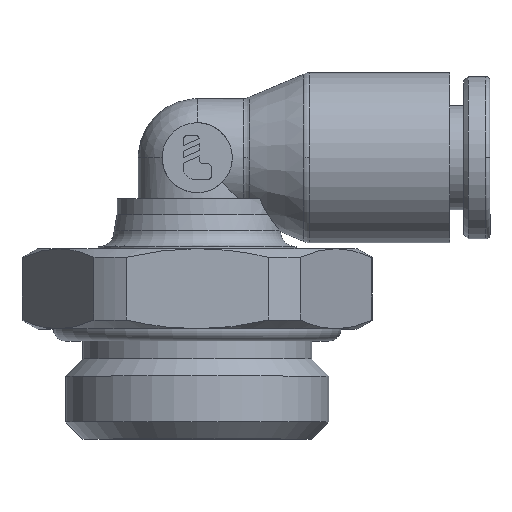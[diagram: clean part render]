
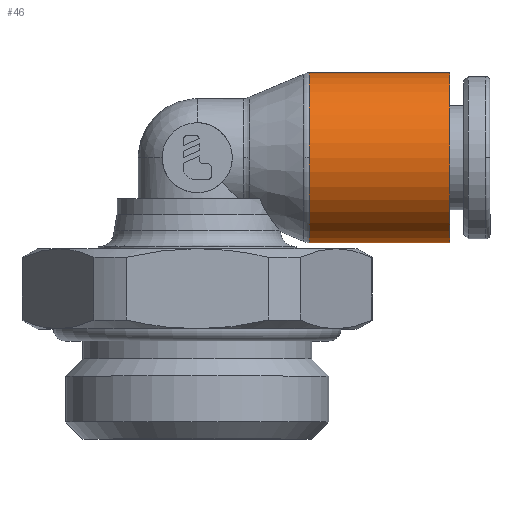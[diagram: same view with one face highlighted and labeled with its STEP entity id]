
A CAD part, top view. The second image highlights one B-rep face of the part: STEP entity #46.
In plain terms, the highlighted cylindrical face has radius 4.25 mm (diameter 8.5 mm), a partial arc.
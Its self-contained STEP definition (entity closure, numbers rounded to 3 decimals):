
#46=ADVANCED_FACE('',(#159),#160,.T.);
#159=FACE_OUTER_BOUND('',#394,.T.);
#160=CYLINDRICAL_SURFACE('',#395,4.25);
#394=EDGE_LOOP('',(#629,#630,#631,#632,#633));
#395=AXIS2_PLACEMENT_3D('',#634,#635,#636);
#629=ORIENTED_EDGE('',*,*,#1515,.F.);
#630=ORIENTED_EDGE('',*,*,#1516,.T.);
#631=ORIENTED_EDGE('',*,*,#1517,.T.);
#632=ORIENTED_EDGE('',*,*,#1518,.F.);
#633=ORIENTED_EDGE('',*,*,#1519,.F.);
#634=CARTESIAN_POINT('',(-3.5,0.0,0.0));
#635=DIRECTION('',(1.0,0.0,0.0));
#636=DIRECTION('',(0.0,1.0,0.0));
#1515=EDGE_CURVE('',#1790,#1791,#1792,.T.);
#1516=EDGE_CURVE('',#1790,#1793,#1794,.T.);
#1517=EDGE_CURVE('',#1793,#1795,#1796,.T.);
#1518=EDGE_CURVE('',#1797,#1795,#1798,.T.);
#1519=EDGE_CURVE('',#1791,#1797,#1799,.T.);
#1790=VERTEX_POINT('',#2239);
#1791=VERTEX_POINT('',#2240);
#1792=LINE('',#2241,#2242);
#1793=VERTEX_POINT('',#2243);
#1794=CIRCLE('',#2244,4.25);
#1795=VERTEX_POINT('',#2245);
#1796=CIRCLE('',#2246,4.25);
#1797=VERTEX_POINT('',#2247);
#1798=LINE('',#2248,#2249);
#1799=CIRCLE('',#2250,4.25);
#2239=CARTESIAN_POINT('',(-7.0,4.25,0.0));
#2240=CARTESIAN_POINT('',(0.,4.25,0.0));
#2241=CARTESIAN_POINT('',(-3.5,4.25,0.));
#2242=VECTOR('',#3335,1.0);
#2243=CARTESIAN_POINT('',(-7.0,0.,4.25));
#2244=AXIS2_PLACEMENT_3D('',#3336,#3337,#3338);
#2245=CARTESIAN_POINT('',(-7.0,-4.25,0.));
#2246=AXIS2_PLACEMENT_3D('',#3339,#3340,#3341);
#2247=CARTESIAN_POINT('',(0.,-4.25,0.));
#2248=CARTESIAN_POINT('',(-3.5,-4.25,0.));
#2249=VECTOR('',#3342,1.0);
#2250=AXIS2_PLACEMENT_3D('',#3343,#3344,#3345);
#3335=DIRECTION('',(1.0,0.0,0.0));
#3336=CARTESIAN_POINT('',(-7.0,0.0,0.0));
#3337=DIRECTION('',(1.0,0.0,0.0));
#3338=DIRECTION('',(0.0,1.0,0.0));
#3339=CARTESIAN_POINT('',(-7.0,0.0,0.0));
#3340=DIRECTION('',(1.0,0.0,0.0));
#3341=DIRECTION('',(0.0,1.0,0.0));
#3342=DIRECTION('',(-1.0,-0.0,-0.0));
#3343=CARTESIAN_POINT('',(0.,0.0,0.0));
#3344=DIRECTION('',(1.0,0.0,0.0));
#3345=DIRECTION('',(0.0,1.0,0.0));
